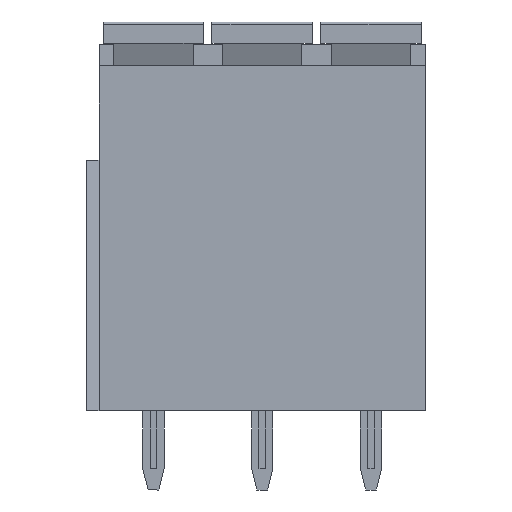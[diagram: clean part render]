
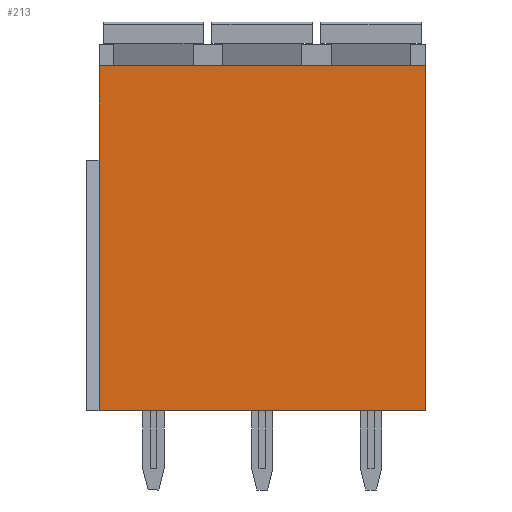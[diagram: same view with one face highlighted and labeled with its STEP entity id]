
A CAD part, front view. The second image highlights one B-rep face of the part: STEP entity #213.
In plain terms, the highlighted planar face has unit normal (0, -1, 0).
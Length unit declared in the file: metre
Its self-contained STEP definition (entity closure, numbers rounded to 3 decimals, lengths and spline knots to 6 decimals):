
#213 = ADVANCED_FACE( '', ( #570 ), #571, .F. );
#570 = FACE_OUTER_BOUND( '', #1071, .T. );
#571 = PLANE( '', #1072 );
#1071 = EDGE_LOOP( '', ( #2528, #2529, #2530, #2531 ) );
#1072 = AXIS2_PLACEMENT_3D( '', #2532, #2533, #2534 );
#2528 = ORIENTED_EDGE( '', *, *, #3816, .T. );
#2529 = ORIENTED_EDGE( '', *, *, #3760, .T. );
#2530 = ORIENTED_EDGE( '', *, *, #3730, .F. );
#2531 = ORIENTED_EDGE( '', *, *, #3804, .F. );
#2532 = CARTESIAN_POINT( '', ( 0.00254, -0.0067, 0.0161 ) );
#2533 = DIRECTION( '', ( 0., 1., 0. ) );
#2534 = DIRECTION( '', ( 0., 0., 1. ) );
#3730 = EDGE_CURVE( '', #4541, #4543, #4544, .T. );
#3760 = EDGE_CURVE( '', #4597, #4543, #4598, .T. );
#3804 = EDGE_CURVE( '', #4677, #4541, #4679, .T. );
#3816 = EDGE_CURVE( '', #4677, #4597, #4695, .T. );
#4541 = VERTEX_POINT( '', #5810 );
#4543 = VERTEX_POINT( '', #5813 );
#4544 = LINE( '', #5814, #5815 );
#4597 = VERTEX_POINT( '', #5895 );
#4598 = LINE( '', #5896, #5897 );
#4677 = VERTEX_POINT( '', #6015 );
#4679 = LINE( '', #6018, #6019 );
#4695 = LINE( '', #6046, #6047 );
#5810 = CARTESIAN_POINT( '', ( 0.00254, -0.0067, 0. ) );
#5813 = CARTESIAN_POINT( '', ( -0.0127, -0.0067, 0. ) );
#5814 = CARTESIAN_POINT( '', ( 0.00254, -0.0067, 0. ) );
#5815 = VECTOR( '', #6920, 1. );
#5895 = CARTESIAN_POINT( '', ( -0.0127, -0.0067, 0.0161 ) );
#5896 = CARTESIAN_POINT( '', ( -0.0127, -0.0067, 0.0161 ) );
#5897 = VECTOR( '', #6954, 1. );
#6015 = CARTESIAN_POINT( '', ( 0.00254, -0.0067, 0.0161 ) );
#6018 = CARTESIAN_POINT( '', ( 0.00254, -0.0067, 0.0161 ) );
#6019 = VECTOR( '', #7004, 1. );
#6046 = CARTESIAN_POINT( '', ( 0.00254, -0.0067, 0.0161 ) );
#6047 = VECTOR( '', #7016, 1. );
#6920 = DIRECTION( '', ( -1., 0., 0. ) );
#6954 = DIRECTION( '', ( 0., 0., -1. ) );
#7004 = DIRECTION( '', ( 0., 0., -1. ) );
#7016 = DIRECTION( '', ( -1., 0., 0. ) );
